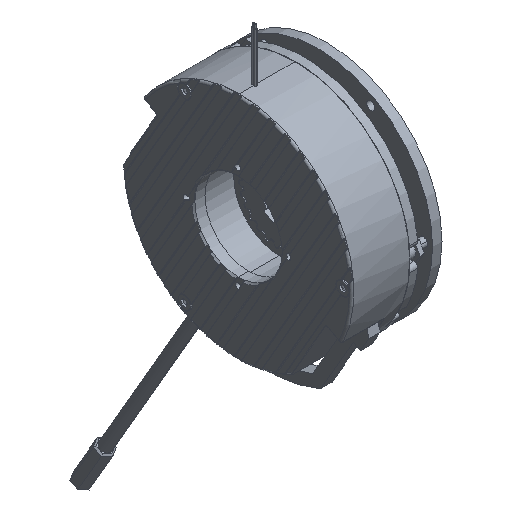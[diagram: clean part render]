
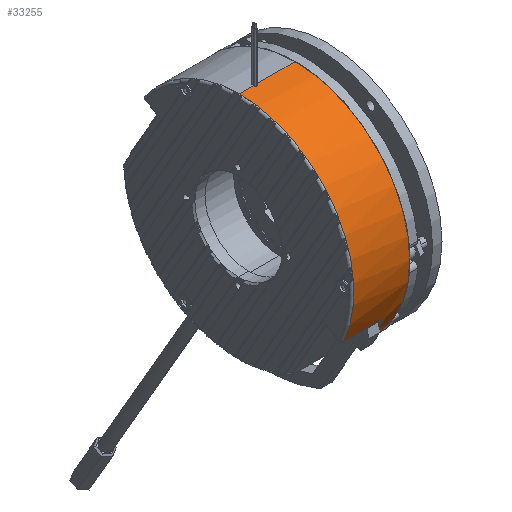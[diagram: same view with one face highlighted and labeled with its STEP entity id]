
A CAD part, isometric view. The second image highlights one B-rep face of the part: STEP entity #33255.
In plain terms, the highlighted cylindrical face has radius 150.9 mm (diameter 301.8 mm), a partial arc.
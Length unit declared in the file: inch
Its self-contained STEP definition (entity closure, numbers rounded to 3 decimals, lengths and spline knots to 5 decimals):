
#10 = EDGE_CURVE ( 'NONE', #20118, #36300, #2694, .T. ) ;
#1317 = CYLINDRICAL_SURFACE ( 'NONE', #38907, 5.94094 ) ;
#1486 = CARTESIAN_POINT ( 'NONE',  ( 1.62877, -5.38273, -2.51417 ) ) ;
#1677 = CARTESIAN_POINT ( 'NONE',  ( 1.64367, -5.37519, -2.53025 ) ) ;
#1680 = ORIENTED_EDGE ( 'NONE', *, *, #16087, .F. ) ;
#2229 = CARTESIAN_POINT ( 'NONE',  ( 1.63774, -2.82143, -5.22823 ) ) ;
#2503 = VECTOR ( 'NONE', #26760, 39.37008 ) ;
#2694 = LINE ( 'NONE', #25122, #25749 ) ;
#3411 = CIRCLE ( 'NONE', #28803, 5.94094 ) ;
#3674 = DIRECTION ( 'NONE',  ( 1., 0., 0. ) ) ;
#3792 = VERTEX_POINT ( 'NONE', #18416 ) ;
#3942 = CARTESIAN_POINT ( 'NONE',  ( 1.65142, -5.36416, -2.55355 ) ) ;
#4192 = ORIENTED_EDGE ( 'NONE', *, *, #7804, .T. ) ;
#5480 = CARTESIAN_POINT ( 'NONE',  ( 1.59236, -2.78605, -5.24717 ) ) ;
#5800 = EDGE_LOOP ( 'NONE', ( #1680, #37019, #29278, #7964, #13811, #4192, #23667, #12475, #27671, #6804 ) ) ;
#5864 = CARTESIAN_POINT ( 'NONE',  ( 1.61861, -2.79603, -5.24186 ) ) ;
#6115 = CARTESIAN_POINT ( 'NONE',  ( -0.48425, 0., 5.94094 ) ) ;
#6703 = DIRECTION ( 'NONE',  ( -1., 0., 0. ) ) ;
#6780 = CARTESIAN_POINT ( 'NONE',  ( 2.40945, 0., 0. ) ) ;
#6804 = ORIENTED_EDGE ( 'NONE', *, *, #27600, .F. ) ;
#6963 = VERTEX_POINT ( 'NONE', #7690 ) ;
#7631 = FACE_OUTER_BOUND ( 'NONE', #5800, .T. ) ;
#7690 = CARTESIAN_POINT ( 'NONE',  ( 1.59236, -5.3878, -2.50329 ) ) ;
#7804 = EDGE_CURVE ( 'NONE', #6963, #33695, #20643, .T. ) ;
#7964 = ORIENTED_EDGE ( 'NONE', *, *, #34947, .F. ) ;
#8345 = CARTESIAN_POINT ( 'NONE',  ( 1.62962, -2.80794, -5.23549 ) ) ;
#8548 = CARTESIAN_POINT ( 'NONE',  ( 1.65054, -2.86553, -5.2042 ) ) ;
#8768 = CARTESIAN_POINT ( 'NONE',  ( 0., 0., -5.94094 ) ) ;
#8928 = CARTESIAN_POINT ( 'NONE',  ( 1.64684, -2.84561, -5.21512 ) ) ;
#9816 = CARTESIAN_POINT ( 'NONE',  ( 1.59236, -2.78605, -5.24717 ) ) ;
#10327 = VERTEX_POINT ( 'NONE', #9816 ) ;
#10780 = B_SPLINE_CURVE_WITH_KNOTS ( 'NONE', 3,
 ( #24262, #27707, #8548, #8928, #21010, #2229, #18126, #8345, #33423, #5864, #21195, #30566, #30773, #5480 ),
 .UNSPECIFIED., .F., .F.,
 ( 4, 2, 2, 2, 2, 2, 4 ),
 ( 0., 0.00088, 0.00175, 0.00219, 0.00263, 0.00307, 0.00351 ),
 .UNSPECIFIED. ) ;
#11571 = CIRCLE ( 'NONE', #16799, 5.94094 ) ;
#12214 = DIRECTION ( 'NONE',  ( 0., 0., 1. ) ) ;
#12237 = CARTESIAN_POINT ( 'NONE',  ( 0., -5.3878, -2.50329 ) ) ;
#12475 = ORIENTED_EDGE ( 'NONE', *, *, #37433, .T. ) ;
#13149 = VERTEX_POINT ( 'NONE', #32946 ) ;
#13769 = CARTESIAN_POINT ( 'NONE',  ( 0., 0., 0. ) ) ;
#13811 = ORIENTED_EDGE ( 'NONE', *, *, #16192, .T. ) ;
#14310 = LINE ( 'NONE', #8768, #2503 ) ;
#15096 = VECTOR ( 'NONE', #30098, 39.37008 ) ;
#15327 = DIRECTION ( 'NONE',  ( -1., 0., 0. ) ) ;
#16087 = EDGE_CURVE ( 'NONE', #30158, #23954, #14310, .T. ) ;
#16192 = EDGE_CURVE ( 'NONE', #13149, #6963, #24690, .T. ) ;
#16589 = CARTESIAN_POINT ( 'NONE',  ( 1.64547, -5.37374, -2.53334 ) ) ;
#16799 = AXIS2_PLACEMENT_3D ( 'NONE', #37697, #6703, #12214 ) ;
#16892 = AXIS2_PLACEMENT_3D ( 'NONE', #39517, #24047, #24635 ) ;
#16993 = CARTESIAN_POINT ( 'NONE',  ( 1.59236, -5.3878, -2.50329 ) ) ;
#17153 = EDGE_CURVE ( 'NONE', #33695, #3792, #39004, .T. ) ;
#17181 = CARTESIAN_POINT ( 'NONE',  ( -0.48425, 0., 0. ) ) ;
#18126 = CARTESIAN_POINT ( 'NONE',  ( 1.63533, -2.81682, -5.23072 ) ) ;
#18272 = CIRCLE ( 'NONE', #18966, 5.94094 ) ;
#18416 = CARTESIAN_POINT ( 'NONE',  ( 1.65142, -2.88573, -5.19301 ) ) ;
#18622 = DIRECTION ( 'NONE',  ( 0., 0., 1. ) ) ;
#18966 = AXIS2_PLACEMENT_3D ( 'NONE', #6780, #31475, #18622 ) ;
#19449 = CARTESIAN_POINT ( 'NONE',  ( 1.65104, -5.36581, -2.55008 ) ) ;
#19852 = CARTESIAN_POINT ( 'NONE',  ( 1.63941, -5.37794, -2.52441 ) ) ;
#20090 = DIRECTION ( 'NONE',  ( -1., 0., 0. ) ) ;
#20118 = VERTEX_POINT ( 'NONE', #39840 ) ;
#20643 = B_SPLINE_CURVE_WITH_KNOTS ( 'NONE', 3,
 ( #16993, #23325, #35726, #22519, #1486, #37987, #19852, #1677, #16589, #31874, #32273, #19449, #3942, #28832 ),
 .UNSPECIFIED., .F., .F.,
 ( 4, 2, 2, 2, 2, 2, 4 ),
 ( 0., 0.00059, 0.00119, 0.00148, 0.00178, 0.00207, 0.00237 ),
 .UNSPECIFIED. ) ;
#21010 = CARTESIAN_POINT ( 'NONE',  ( 1.64399, -2.83564, -5.22055 ) ) ;
#21195 = CARTESIAN_POINT ( 'NONE',  ( 1.61413, -2.79258, -5.2437 ) ) ;
#22519 = CARTESIAN_POINT ( 'NONE',  ( 1.62219, -5.38461, -2.51014 ) ) ;
#23319 = DIRECTION ( 'NONE',  ( 0., 0., 1. ) ) ;
#23325 = CARTESIAN_POINT ( 'NONE',  ( 1.60019, -5.3878, -2.50329 ) ) ;
#23667 = ORIENTED_EDGE ( 'NONE', *, *, #17153, .T. ) ;
#23954 = VERTEX_POINT ( 'NONE', #33480 ) ;
#24047 = DIRECTION ( 'NONE',  ( 1., 0., 0. ) ) ;
#24262 = CARTESIAN_POINT ( 'NONE',  ( 1.65142, -2.88573, -5.19301 ) ) ;
#24635 = DIRECTION ( 'NONE',  ( 0., 0., -1. ) ) ;
#24690 = LINE ( 'NONE', #12237, #29208 ) ;
#24771 = CARTESIAN_POINT ( 'NONE',  ( 0., -2.78605, -5.24717 ) ) ;
#25122 = CARTESIAN_POINT ( 'NONE',  ( 0., 0., 5.94094 ) ) ;
#25749 = VECTOR ( 'NONE', #15327, 39.37008 ) ;
#26217 = DIRECTION ( 'NONE',  ( 0., 0., 1. ) ) ;
#26718 = EDGE_CURVE ( 'NONE', #10327, #28045, #34125, .T. ) ;
#26760 = DIRECTION ( 'NONE',  ( -1., 0., 0. ) ) ;
#27600 = EDGE_CURVE ( 'NONE', #23954, #28045, #11571, .T. ) ;
#27671 = ORIENTED_EDGE ( 'NONE', *, *, #26718, .T. ) ;
#27707 = CARTESIAN_POINT ( 'NONE',  ( 1.65142, -2.87559, -5.19865 ) ) ;
#28045 = VERTEX_POINT ( 'NONE', #37759 ) ;
#28803 = AXIS2_PLACEMENT_3D ( 'NONE', #17181, #38587, #23319 ) ;
#28832 = CARTESIAN_POINT ( 'NONE',  ( 1.65142, -5.36248, -2.55708 ) ) ;
#29208 = VECTOR ( 'NONE', #3674, 39.37008 ) ;
#29278 = ORIENTED_EDGE ( 'NONE', *, *, #10, .T. ) ;
#30019 = CARTESIAN_POINT ( 'NONE',  ( 1.65142, -5.36248, -2.55708 ) ) ;
#30098 = DIRECTION ( 'NONE',  ( -1., 0., 0. ) ) ;
#30158 = VERTEX_POINT ( 'NONE', #33505 ) ;
#30566 = CARTESIAN_POINT ( 'NONE',  ( 1.604, -2.78758, -5.24635 ) ) ;
#30773 = CARTESIAN_POINT ( 'NONE',  ( 1.59826, -2.78605, -5.24717 ) ) ;
#31475 = DIRECTION ( 'NONE',  ( -1., 0., 0. ) ) ;
#31874 = CARTESIAN_POINT ( 'NONE',  ( 1.64842, -5.37067, -2.53984 ) ) ;
#32273 = CARTESIAN_POINT ( 'NONE',  ( 1.64955, -5.36906, -2.54324 ) ) ;
#32946 = CARTESIAN_POINT ( 'NONE',  ( -0.48425, -5.3878, -2.50329 ) ) ;
#33255 = ADVANCED_FACE ( 'NONE', ( #7631 ), #1317, .T. ) ;
#33423 = CARTESIAN_POINT ( 'NONE',  ( 1.6263, -2.80366, -5.23778 ) ) ;
#33462 = EDGE_CURVE ( 'NONE', #30158, #20118, #18272, .T. ) ;
#33480 = CARTESIAN_POINT ( 'NONE',  ( -0.48425, 0., -5.94094 ) ) ;
#33505 = CARTESIAN_POINT ( 'NONE',  ( 2.40945, 0., -5.94094 ) ) ;
#33695 = VERTEX_POINT ( 'NONE', #30019 ) ;
#34125 = LINE ( 'NONE', #24771, #15096 ) ;
#34947 = EDGE_CURVE ( 'NONE', #13149, #36300, #3411, .T. ) ;
#35726 = CARTESIAN_POINT ( 'NONE',  ( 1.60796, -5.38713, -2.50473 ) ) ;
#36300 = VERTEX_POINT ( 'NONE', #6115 ) ;
#37019 = ORIENTED_EDGE ( 'NONE', *, *, #33462, .T. ) ;
#37433 = EDGE_CURVE ( 'NONE', #3792, #10327, #10780, .T. ) ;
#37697 = CARTESIAN_POINT ( 'NONE',  ( -0.48425, 0., 0. ) ) ;
#37759 = CARTESIAN_POINT ( 'NONE',  ( -0.48425, -2.78605, -5.24717 ) ) ;
#37987 = CARTESIAN_POINT ( 'NONE',  ( 1.63692, -5.37924, -2.52164 ) ) ;
#38587 = DIRECTION ( 'NONE',  ( -1., 0., 0. ) ) ;
#38907 = AXIS2_PLACEMENT_3D ( 'NONE', #13769, #20090, #26217 ) ;
#39004 = CIRCLE ( 'NONE', #16892, 5.94094 ) ;
#39517 = CARTESIAN_POINT ( 'NONE',  ( 1.65142, 0., 0. ) ) ;
#39840 = CARTESIAN_POINT ( 'NONE',  ( 2.40945, 0., 5.94094 ) ) ;
